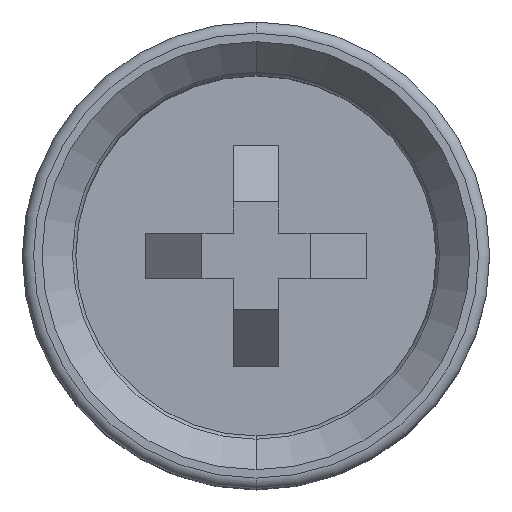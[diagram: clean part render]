
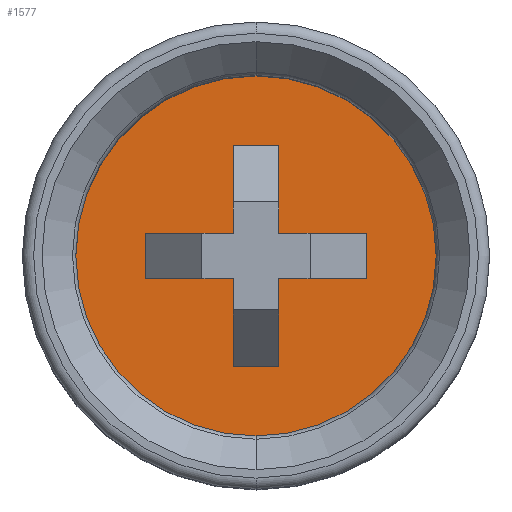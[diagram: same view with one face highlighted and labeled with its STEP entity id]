
A CAD part, top view. The second image highlights one B-rep face of the part: STEP entity #1577.
In plain terms, the highlighted planar face has unit normal (0, 0, 1).
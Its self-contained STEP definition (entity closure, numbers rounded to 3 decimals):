
#4 = CARTESIAN_POINT ( 'NONE',  ( 0.4, 3.2, -5. ) ) ;
#7 = DIRECTION ( 'NONE',  ( 0., -1., 0. ) ) ;
#8 = CARTESIAN_POINT ( 'NONE',  ( 0., 1.96, -5. ) ) ;
#11 = LINE ( 'NONE', #862, #687 ) ;
#15 = CARTESIAN_POINT ( 'NONE',  ( 0., -1.96, -5. ) ) ;
#21 = VERTEX_POINT ( 'NONE', #720 ) ;
#82 = CARTESIAN_POINT ( 'NONE',  ( 0.4, 1.96, -5. ) ) ;
#89 = CARTESIAN_POINT ( 'NONE',  ( 1.96, 0.4, -5. ) ) ;
#95 = CIRCLE ( 'NONE', #1137, 3.2 ) ;
#162 = VECTOR ( 'NONE', #2134, 1000. ) ;
#165 = LINE ( 'NONE', #4, #1005 ) ;
#170 = VECTOR ( 'NONE', #7, 1000. ) ;
#178 = AXIS2_PLACEMENT_3D ( 'NONE', #1303, #1122, #1454 ) ;
#185 = VERTEX_POINT ( 'NONE', #1097 ) ;
#190 = DIRECTION ( 'NONE',  ( 0., 1., 0. ) ) ;
#198 = CARTESIAN_POINT ( 'NONE',  ( -0.4, 3.2, -5. ) ) ;
#201 = EDGE_LOOP ( 'NONE', ( #1293, #956 ) ) ;
#243 = CARTESIAN_POINT ( 'NONE',  ( 0.4, 0.4, -5. ) ) ;
#250 = EDGE_CURVE ( 'NONE', #1890, #21, #1671, .T. ) ;
#273 = VECTOR ( 'NONE', #1657, 1000. ) ;
#323 = LINE ( 'NONE', #15, #2137 ) ;
#353 = ORIENTED_EDGE ( 'NONE', *, *, #825, .F. ) ;
#366 = DIRECTION ( 'NONE',  ( 0., -1., 0. ) ) ;
#385 = ORIENTED_EDGE ( 'NONE', *, *, #398, .F. ) ;
#386 = DIRECTION ( 'NONE',  ( 1., 0., 0. ) ) ;
#398 = EDGE_CURVE ( 'NONE', #583, #185, #1649, .T. ) ;
#404 = ORIENTED_EDGE ( 'NONE', *, *, #1498, .F. ) ;
#405 = CARTESIAN_POINT ( 'NONE',  ( 0., 0.4, -5. ) ) ;
#413 = LINE ( 'NONE', #198, #754 ) ;
#448 = ORIENTED_EDGE ( 'NONE', *, *, #484, .F. ) ;
#453 = VERTEX_POINT ( 'NONE', #1509 ) ;
#484 = EDGE_CURVE ( 'NONE', #453, #702, #413, .T. ) ;
#500 = VERTEX_POINT ( 'NONE', #2053 ) ;
#507 = CARTESIAN_POINT ( 'NONE',  ( -0.4, 3.2, -5. ) ) ;
#532 = CARTESIAN_POINT ( 'NONE',  ( 0., 0., -5. ) ) ;
#536 = DIRECTION ( 'NONE',  ( 0., 1., 0. ) ) ;
#548 = EDGE_CURVE ( 'NONE', #1765, #1318, #1655, .T. ) ;
#551 = VECTOR ( 'NONE', #934, 1000. ) ;
#583 = VERTEX_POINT ( 'NONE', #808 ) ;
#597 = DIRECTION ( 'NONE',  ( -1., 0., 0. ) ) ;
#610 = VECTOR ( 'NONE', #597, 1000. ) ;
#615 = FACE_OUTER_BOUND ( 'NONE', #201, .T. ) ;
#639 = CARTESIAN_POINT ( 'NONE',  ( 0., 3.2, -5. ) ) ;
#667 = CARTESIAN_POINT ( 'NONE',  ( 1.96, 3.2, -5. ) ) ;
#683 = EDGE_CURVE ( 'NONE', #1695, #1696, #2060, .T. ) ;
#687 = VECTOR ( 'NONE', #1970, 1000. ) ;
#690 = CARTESIAN_POINT ( 'NONE',  ( 0., 0.4, -5. ) ) ;
#700 = EDGE_CURVE ( 'NONE', #1951, #453, #11, .T. ) ;
#702 = VERTEX_POINT ( 'NONE', #1167 ) ;
#707 = CARTESIAN_POINT ( 'NONE',  ( -0.4, 1.96, -5. ) ) ;
#720 = CARTESIAN_POINT ( 'NONE',  ( -0.4, 0.4, -5. ) ) ;
#754 = VECTOR ( 'NONE', #366, 1000. ) ;
#755 = VERTEX_POINT ( 'NONE', #1984 ) ;
#775 = VECTOR ( 'NONE', #190, 1000. ) ;
#808 = CARTESIAN_POINT ( 'NONE',  ( 0.4, -0.4, -5. ) ) ;
#809 = ORIENTED_EDGE ( 'NONE', *, *, #250, .F. ) ;
#825 = EDGE_CURVE ( 'NONE', #1696, #1720, #1740, .T. ) ;
#839 = EDGE_CURVE ( 'NONE', #21, #500, #1473, .T. ) ;
#862 = CARTESIAN_POINT ( 'NONE',  ( 0., -0.4, -5. ) ) ;
#872 = DIRECTION ( 'NONE',  ( -1., 0., 0. ) ) ;
#934 = DIRECTION ( 'NONE',  ( 0., -1., 0. ) ) ;
#948 = ORIENTED_EDGE ( 'NONE', *, *, #700, .F. ) ;
#956 = ORIENTED_EDGE ( 'NONE', *, *, #548, .T. ) ;
#1005 = VECTOR ( 'NONE', #536, 1000. ) ;
#1017 = DIRECTION ( 'NONE',  ( 1., 0., 0. ) ) ;
#1027 = AXIS2_PLACEMENT_3D ( 'NONE', #1568, #1228, #1381 ) ;
#1028 = CARTESIAN_POINT ( 'NONE',  ( -1.96, -0.4, -5. ) ) ;
#1036 = DIRECTION ( 'NONE',  ( 0., 0., 1. ) ) ;
#1097 = CARTESIAN_POINT ( 'NONE',  ( 1.96, -0.4, -5. ) ) ;
#1102 = EDGE_CURVE ( 'NONE', #185, #1695, #1559, .T. ) ;
#1117 = EDGE_CURVE ( 'NONE', #1720, #1890, #1398, .T. ) ;
#1122 = DIRECTION ( 'NONE',  ( 0., 0., 1. ) ) ;
#1137 = AXIS2_PLACEMENT_3D ( 'NONE', #532, #1036, #1189 ) ;
#1162 = EDGE_CURVE ( 'NONE', #702, #755, #323, .T. ) ;
#1163 = ORIENTED_EDGE ( 'NONE', *, *, #839, .F. ) ;
#1167 = CARTESIAN_POINT ( 'NONE',  ( -0.4, -1.96, -5. ) ) ;
#1189 = DIRECTION ( 'NONE',  ( 0., -1., 0. ) ) ;
#1228 = DIRECTION ( 'NONE',  ( 0., 0., -1. ) ) ;
#1293 = ORIENTED_EDGE ( 'NONE', *, *, #1829, .T. ) ;
#1303 = CARTESIAN_POINT ( 'NONE',  ( 0., 0., -5. ) ) ;
#1318 = VERTEX_POINT ( 'NONE', #2068 ) ;
#1361 = EDGE_CURVE ( 'NONE', #755, #583, #165, .T. ) ;
#1381 = DIRECTION ( 'NONE',  ( 0., 1., 0. ) ) ;
#1398 = LINE ( 'NONE', #8, #1643 ) ;
#1454 = DIRECTION ( 'NONE',  ( 0., -1., 0. ) ) ;
#1473 = LINE ( 'NONE', #405, #610 ) ;
#1498 = EDGE_CURVE ( 'NONE', #500, #1951, #1865, .T. ) ;
#1509 = CARTESIAN_POINT ( 'NONE',  ( -0.4, -0.4, -5. ) ) ;
#1525 = CARTESIAN_POINT ( 'NONE',  ( 0.4, 3.2, -5. ) ) ;
#1545 = ORIENTED_EDGE ( 'NONE', *, *, #1162, .F. ) ;
#1559 = LINE ( 'NONE', #667, #273 ) ;
#1565 = CARTESIAN_POINT ( 'NONE',  ( 0., -0.4, -5. ) ) ;
#1568 = CARTESIAN_POINT ( 'NONE',  ( 0., 3.2, -5. ) ) ;
#1577 = ADVANCED_FACE ( 'NONE', ( #615, #1922 ), #1745, .F. ) ;
#1605 = ORIENTED_EDGE ( 'NONE', *, *, #1102, .F. ) ;
#1643 = VECTOR ( 'NONE', #872, 1000. ) ;
#1649 = LINE ( 'NONE', #1565, #1819 ) ;
#1655 = CIRCLE ( 'NONE', #178, 3.2 ) ;
#1657 = DIRECTION ( 'NONE',  ( 0., 1., 0. ) ) ;
#1671 = LINE ( 'NONE', #507, #170 ) ;
#1695 = VERTEX_POINT ( 'NONE', #89 ) ;
#1696 = VERTEX_POINT ( 'NONE', #243 ) ;
#1720 = VERTEX_POINT ( 'NONE', #82 ) ;
#1740 = LINE ( 'NONE', #1525, #775 ) ;
#1745 = PLANE ( 'NONE',  #1027 ) ;
#1765 = VERTEX_POINT ( 'NONE', #639 ) ;
#1772 = ORIENTED_EDGE ( 'NONE', *, *, #683, .F. ) ;
#1819 = VECTOR ( 'NONE', #386, 1000. ) ;
#1821 = ORIENTED_EDGE ( 'NONE', *, *, #1361, .F. ) ;
#1829 = EDGE_CURVE ( 'NONE', #1318, #1765, #95, .T. ) ;
#1865 = LINE ( 'NONE', #1874, #551 ) ;
#1874 = CARTESIAN_POINT ( 'NONE',  ( -1.96, 3.2, -5. ) ) ;
#1890 = VERTEX_POINT ( 'NONE', #707 ) ;
#1922 = FACE_BOUND ( 'NONE', #1980, .T. ) ;
#1951 = VERTEX_POINT ( 'NONE', #1028 ) ;
#1970 = DIRECTION ( 'NONE',  ( 1., 0., 0. ) ) ;
#1980 = EDGE_LOOP ( 'NONE', ( #809, #2021, #353, #1772, #1605, #385, #1821, #1545, #448, #948, #404, #1163 ) ) ;
#1984 = CARTESIAN_POINT ( 'NONE',  ( 0.4, -1.96, -5. ) ) ;
#2021 = ORIENTED_EDGE ( 'NONE', *, *, #1117, .F. ) ;
#2053 = CARTESIAN_POINT ( 'NONE',  ( -1.96, 0.4, -5. ) ) ;
#2060 = LINE ( 'NONE', #690, #162 ) ;
#2068 = CARTESIAN_POINT ( 'NONE',  ( 0., -3.2, -5. ) ) ;
#2134 = DIRECTION ( 'NONE',  ( -1., 0., 0. ) ) ;
#2137 = VECTOR ( 'NONE', #1017, 1000. ) ;
